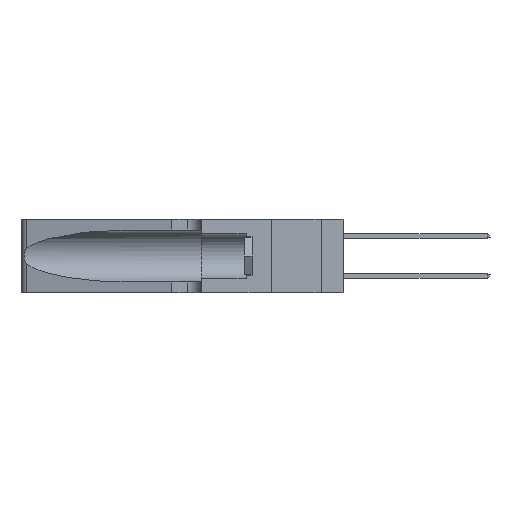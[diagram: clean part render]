
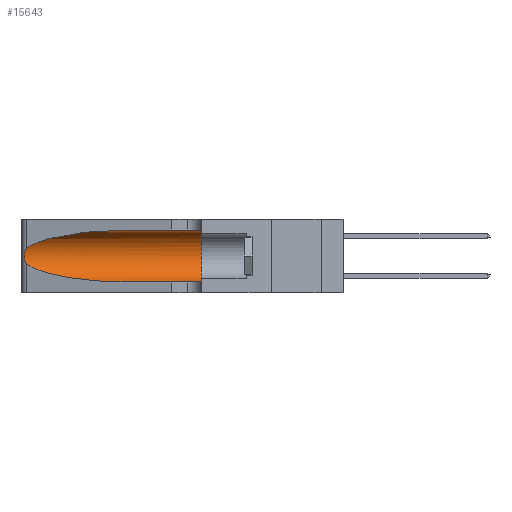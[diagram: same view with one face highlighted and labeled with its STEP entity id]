
A CAD part, left-side view. The second image highlights one B-rep face of the part: STEP entity #15643.
In plain terms, the highlighted cylindrical face has radius 3.308 mm (diameter 6.617 mm), a partial arc.
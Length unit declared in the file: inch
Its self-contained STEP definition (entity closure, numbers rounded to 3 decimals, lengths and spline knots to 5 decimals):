
#124 = EDGE_CURVE ( 'NONE', #3568, #7601, #21226, .T. ) ;
#272 = ORIENTED_EDGE ( 'NONE', *, *, #8833, .T. ) ;
#342 = VERTEX_POINT ( 'NONE', #10171 ) ;
#659 =( BOUNDED_CURVE ( )  B_SPLINE_CURVE ( 3, ( #3264, #1253, #11616, #23973 ),
 .UNSPECIFIED., .F., .F. ) 
 B_SPLINE_CURVE_WITH_KNOTS ( ( 4, 4 ),
 ( 3.44316, 4.71239 ),
 .UNSPECIFIED. ) 
 CURVE ( )  GEOMETRIC_REPRESENTATION_ITEM ( )  RATIONAL_B_SPLINE_CURVE ( ( 1., 0.87, 0.87, 1. ) ) 
 REPRESENTATION_ITEM ( '' )  );
#873 = CARTESIAN_POINT ( 'NONE',  ( 0.1305, 0.35, 0.05475 ) ) ;
#912 = VECTOR ( 'NONE', #13738, 39.37008 ) ;
#1044 = CARTESIAN_POINT ( 'NONE',  ( 0.18966, 0.96281, 0.31525 ) ) ;
#1253 = CARTESIAN_POINT ( 'NONE',  ( 0.2373, 1.15595, 0.08982 ) ) ;
#1926 = LINE ( 'NONE', #20486, #6164 ) ;
#2633 = ORIENTED_EDGE ( 'NONE', *, *, #7084, .F. ) ;
#3264 = CARTESIAN_POINT ( 'NONE',  ( 0.25487, 1.22718, 0.14631 ) ) ;
#3555 = LINE ( 'NONE', #22021, #912 ) ;
#3568 = VERTEX_POINT ( 'NONE', #19721 ) ;
#4181 = CARTESIAN_POINT ( 'NONE',  ( 0.25789, 1.23486, 0.15765 ) ) ;
#4216 = VERTEX_POINT ( 'NONE', #11774 ) ;
#4290 = ORIENTED_EDGE ( 'NONE', *, *, #17697, .T. ) ;
#5589 = CYLINDRICAL_SURFACE ( 'NONE', #12130, 0.13025 ) ;
#6164 = VECTOR ( 'NONE', #10257, 39.37008 ) ;
#6174 = CARTESIAN_POINT ( 'NONE',  ( 0.25555, 1.22994, 0.2215 ) ) ;
#6201 = ORIENTED_EDGE ( 'NONE', *, *, #20270, .T. ) ;
#6428 = DIRECTION ( 'NONE',  ( 0., -1., 0. ) ) ;
#7084 = EDGE_CURVE ( 'NONE', #3568, #4216, #1926, .T. ) ;
#7601 = VERTEX_POINT ( 'NONE', #9584 ) ;
#7964 = ORIENTED_EDGE ( 'NONE', *, *, #22357, .F. ) ;
#8833 = EDGE_CURVE ( 'NONE', #25179, #15539, #3555, .T. ) ;
#9107 = B_SPLINE_CURVE_WITH_KNOTS ( 'NONE', 3,
 ( #19582, #6174, #20416, #10103, #20697, #20521, #24702, #18233, #10015, #10192, #4181, #22689, #24614, #16217 ),
 .UNSPECIFIED., .F., .F.,
 ( 4, 2, 2, 2, 2, 2, 4 ),
 ( 0., 0.00027, 0.00053, 0.00107, 0.0016, 0.00187, 0.00214 ),
 .UNSPECIFIED. ) ;
#9584 = CARTESIAN_POINT ( 'NONE',  ( 0.25487, 1.22718, 0.22369 ) ) ;
#10015 = CARTESIAN_POINT ( 'NONE',  ( 0.26017, 1.23833, 0.17102 ) ) ;
#10103 = CARTESIAN_POINT ( 'NONE',  ( 0.25787, 1.23484, 0.2124 ) ) ;
#10171 = CARTESIAN_POINT ( 'NONE',  ( 0.25487, 1.22718, 0.14631 ) ) ;
#10192 = CARTESIAN_POINT ( 'NONE',  ( 0.25856, 1.23593, 0.16098 ) ) ;
#10257 = DIRECTION ( 'NONE',  ( 0., -1., 0. ) ) ;
#11616 = CARTESIAN_POINT ( 'NONE',  ( 0.18966, 0.96281, 0.05475 ) ) ;
#11774 = CARTESIAN_POINT ( 'NONE',  ( 0.1305, 0.35, 0.31525 ) ) ;
#12130 = AXIS2_PLACEMENT_3D ( 'NONE', #14187, #6428, #23230 ) ;
#12962 = CARTESIAN_POINT ( 'NONE',  ( 0.1305, 0.72297, 0.05475 ) ) ;
#13488 = CARTESIAN_POINT ( 'NONE',  ( 0.1305, 0.72297, 0.31525 ) ) ;
#13738 = DIRECTION ( 'NONE',  ( 0., -1., 0. ) ) ;
#14187 = CARTESIAN_POINT ( 'NONE',  ( 0.1305, 1.61858, 0.185 ) ) ;
#14192 = DIRECTION ( 'NONE',  ( 0., 0., 1. ) ) ;
#15539 = VERTEX_POINT ( 'NONE', #873 ) ;
#15643 = ADVANCED_FACE ( 'NONE', ( #19110 ), #5589, .F. ) ;
#16217 = CARTESIAN_POINT ( 'NONE',  ( 0.25487, 1.22718, 0.14631 ) ) ;
#17697 = EDGE_CURVE ( 'NONE', #7601, #342, #9107, .T. ) ;
#18233 = CARTESIAN_POINT ( 'NONE',  ( 0.26075, 1.23896, 0.178 ) ) ;
#19110 = FACE_OUTER_BOUND ( 'NONE', #19456, .T. ) ;
#19456 = EDGE_LOOP ( 'NONE', ( #25323, #4290, #6201, #272, #7964, #2633 ) ) ;
#19534 = CIRCLE ( 'NONE', #22878, 0.13025 ) ;
#19582 = CARTESIAN_POINT ( 'NONE',  ( 0.25487, 1.22718, 0.22369 ) ) ;
#19721 = CARTESIAN_POINT ( 'NONE',  ( 0.1305, 0.72297, 0.31525 ) ) ;
#19838 = CARTESIAN_POINT ( 'NONE',  ( 0.25487, 1.22718, 0.22369 ) ) ;
#20034 = CARTESIAN_POINT ( 'NONE',  ( 0.2373, 1.15595, 0.28018 ) ) ;
#20270 = EDGE_CURVE ( 'NONE', #342, #25179, #659, .T. ) ;
#20416 = CARTESIAN_POINT ( 'NONE',  ( 0.25639, 1.23184, 0.21858 ) ) ;
#20486 = CARTESIAN_POINT ( 'NONE',  ( 0.1305, 1.61858, 0.31525 ) ) ;
#20521 = CARTESIAN_POINT ( 'NONE',  ( 0.26018, 1.23835, 0.19895 ) ) ;
#20697 = CARTESIAN_POINT ( 'NONE',  ( 0.25854, 1.2359, 0.20912 ) ) ;
#21226 =( BOUNDED_CURVE ( )  B_SPLINE_CURVE ( 3, ( #13488, #1044, #20034, #19838 ),
 .UNSPECIFIED., .F., .F. ) 
 B_SPLINE_CURVE_WITH_KNOTS ( ( 4, 4 ),
 ( 1.5708, 2.84003 ),
 .UNSPECIFIED. ) 
 CURVE ( )  GEOMETRIC_REPRESENTATION_ITEM ( )  RATIONAL_B_SPLINE_CURVE ( ( 1., 0.87, 0.87, 1. ) ) 
 REPRESENTATION_ITEM ( '' )  );
#22021 = CARTESIAN_POINT ( 'NONE',  ( 0.1305, 1.61858, 0.05475 ) ) ;
#22357 = EDGE_CURVE ( 'NONE', #4216, #15539, #19534, .T. ) ;
#22689 = CARTESIAN_POINT ( 'NONE',  ( 0.25639, 1.23186, 0.15144 ) ) ;
#22878 = AXIS2_PLACEMENT_3D ( 'NONE', #24750, #25367, #14192 ) ;
#23230 = DIRECTION ( 'NONE',  ( 0., 0., -1. ) ) ;
#23973 = CARTESIAN_POINT ( 'NONE',  ( 0.1305, 0.72297, 0.05475 ) ) ;
#24614 = CARTESIAN_POINT ( 'NONE',  ( 0.25555, 1.22993, 0.14849 ) ) ;
#24702 = CARTESIAN_POINT ( 'NONE',  ( 0.26075, 1.23896, 0.19203 ) ) ;
#24750 = CARTESIAN_POINT ( 'NONE',  ( 0.1305, 0.35, 0.185 ) ) ;
#25179 = VERTEX_POINT ( 'NONE', #12962 ) ;
#25323 = ORIENTED_EDGE ( 'NONE', *, *, #124, .T. ) ;
#25367 = DIRECTION ( 'NONE',  ( 0., 1., 0. ) ) ;
